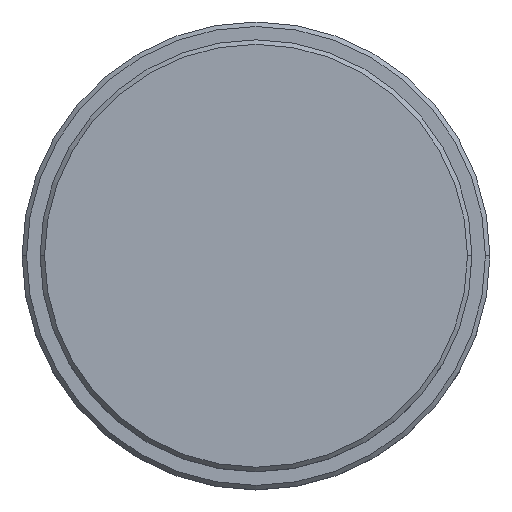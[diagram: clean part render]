
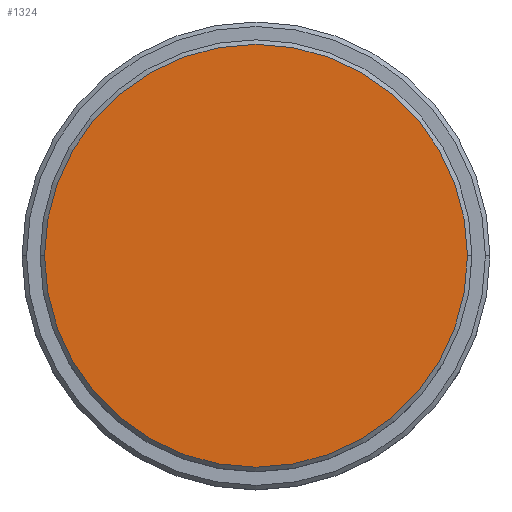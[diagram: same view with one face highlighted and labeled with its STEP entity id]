
A CAD part, top view. The second image highlights one B-rep face of the part: STEP entity #1324.
In plain terms, the highlighted planar face has unit normal (0, 0, 1).
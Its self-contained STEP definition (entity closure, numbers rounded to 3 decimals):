
#196 = DIRECTION ( 'NONE',  ( 1., 0., 0. ) ) ;
#217 = DIRECTION ( 'NONE',  ( 1., 0., 0. ) ) ;
#228 = FACE_OUTER_BOUND ( 'NONE', #1056, .T. ) ;
#246 = EDGE_CURVE ( 'NONE', #886, #1134, #808, .T. ) ;
#309 = CARTESIAN_POINT ( 'NONE',  ( 0., 0., 0. ) ) ;
#333 = ORIENTED_EDGE ( 'NONE', *, *, #246, .T. ) ;
#471 = CIRCLE ( 'NONE', #652, 23.5 ) ;
#480 = DIRECTION ( 'NONE',  ( 1., 0., 0. ) ) ;
#499 = AXIS2_PLACEMENT_3D ( 'NONE', #1212, #1195, #217 ) ;
#652 = AXIS2_PLACEMENT_3D ( 'NONE', #996, #902, #480 ) ;
#704 = CARTESIAN_POINT ( 'NONE',  ( 23.5, 0., 0. ) ) ;
#708 = CARTESIAN_POINT ( 'NONE',  ( -23.5, 0., 0. ) ) ;
#732 = EDGE_CURVE ( 'NONE', #1134, #886, #471, .T. ) ;
#808 = CIRCLE ( 'NONE', #1322, 23.5 ) ;
#832 = DIRECTION ( 'NONE',  ( 0., 0., 1. ) ) ;
#886 = VERTEX_POINT ( 'NONE', #704 ) ;
#902 = DIRECTION ( 'NONE',  ( 0., 0., 1. ) ) ;
#996 = CARTESIAN_POINT ( 'NONE',  ( 0., 0., 0. ) ) ;
#1056 = EDGE_LOOP ( 'NONE', ( #1093, #333 ) ) ;
#1093 = ORIENTED_EDGE ( 'NONE', *, *, #732, .T. ) ;
#1094 = PLANE ( 'NONE',  #499 ) ;
#1134 = VERTEX_POINT ( 'NONE', #708 ) ;
#1195 = DIRECTION ( 'NONE',  ( 0., 0., 1. ) ) ;
#1212 = CARTESIAN_POINT ( 'NONE',  ( 0., 0., 0. ) ) ;
#1322 = AXIS2_PLACEMENT_3D ( 'NONE', #309, #832, #196 ) ;
#1324 = ADVANCED_FACE ( 'NONE', ( #228 ), #1094, .T. ) ;
